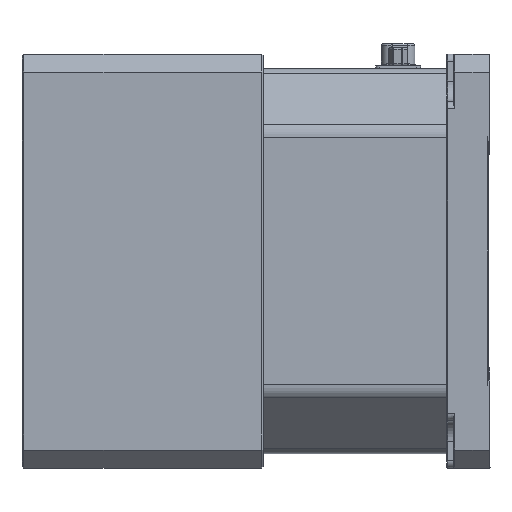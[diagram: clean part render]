
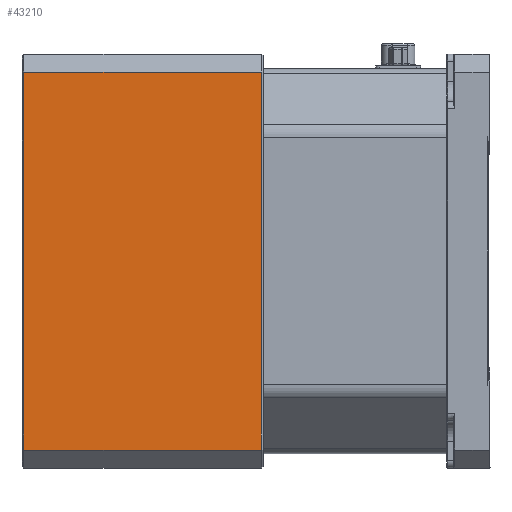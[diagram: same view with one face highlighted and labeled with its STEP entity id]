
A CAD part, left-side view. The second image highlights one B-rep face of the part: STEP entity #43210.
In plain terms, the highlighted planar face has unit normal (-1, 0, 0).
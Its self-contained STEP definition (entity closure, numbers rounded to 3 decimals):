
#331 = CARTESIAN_POINT ( 'NONE',  ( -88.443, 63., -106. ) ) ;
#803 = DIRECTION ( 'NONE',  ( 0., 0., -1. ) ) ;
#1086 = DIRECTION ( 'NONE',  ( 0., -1., 0. ) ) ;
#2309 = VERTEX_POINT ( 'NONE', #7570 ) ;
#3343 = EDGE_CURVE ( 'NONE', #46946, #37126, #12664, .T. ) ;
#5724 = EDGE_LOOP ( 'NONE', ( #44789, #15838, #11801, #19067 ) ) ;
#6143 = CARTESIAN_POINT ( 'NONE',  ( -88.443, 129.5, -1. ) ) ;
#7570 = CARTESIAN_POINT ( 'NONE',  ( -88.443, 63.5, -106. ) ) ;
#10194 = EDGE_CURVE ( 'NONE', #29359, #37126, #15126, .T. ) ;
#11439 = VECTOR ( 'NONE', #26370, 1000. ) ;
#11801 = ORIENTED_EDGE ( 'NONE', *, *, #10194, .F. ) ;
#12664 = LINE ( 'NONE', #24429, #19460 ) ;
#13690 = CARTESIAN_POINT ( 'NONE',  ( -88.443, 63.5, -53.5 ) ) ;
#14690 = LINE ( 'NONE', #13690, #38295 ) ;
#15126 = LINE ( 'NONE', #30195, #11439 ) ;
#15153 = CARTESIAN_POINT ( 'NONE',  ( -88.443, 63.5, -1. ) ) ;
#15767 = DIRECTION ( 'NONE',  ( 0., 1., 0. ) ) ;
#15838 = ORIENTED_EDGE ( 'NONE', *, *, #3343, .T. ) ;
#19067 = ORIENTED_EDGE ( 'NONE', *, *, #36623, .T. ) ;
#19129 = VECTOR ( 'NONE', #1086, 1000. ) ;
#19460 = VECTOR ( 'NONE', #15767, 1000. ) ;
#24075 = CARTESIAN_POINT ( 'NONE',  ( -88.443, 63., -111. ) ) ;
#24100 = LINE ( 'NONE', #331, #19129 ) ;
#24429 = CARTESIAN_POINT ( 'NONE',  ( -88.443, 63., -1. ) ) ;
#26370 = DIRECTION ( 'NONE',  ( 0., 0., 1. ) ) ;
#27409 = PLANE ( 'NONE',  #36429 ) ;
#29359 = VERTEX_POINT ( 'NONE', #41401 ) ;
#29662 = EDGE_CURVE ( 'NONE', #2309, #46946, #14690, .T. ) ;
#30195 = CARTESIAN_POINT ( 'NONE',  ( -88.443, 129.5, -111. ) ) ;
#31987 = DIRECTION ( 'NONE',  ( 1., 0., 0. ) ) ;
#36429 = AXIS2_PLACEMENT_3D ( 'NONE', #24075, #31987, #803 ) ;
#36623 = EDGE_CURVE ( 'NONE', #29359, #2309, #24100, .T. ) ;
#36950 = DIRECTION ( 'NONE',  ( 0., 0., 1. ) ) ;
#37126 = VERTEX_POINT ( 'NONE', #6143 ) ;
#38295 = VECTOR ( 'NONE', #36950, 1000. ) ;
#41401 = CARTESIAN_POINT ( 'NONE',  ( -88.443, 129.5, -106. ) ) ;
#43210 = ADVANCED_FACE ( 'NONE', ( #46595 ), #27409, .F. ) ;
#44789 = ORIENTED_EDGE ( 'NONE', *, *, #29662, .T. ) ;
#46595 = FACE_OUTER_BOUND ( 'NONE', #5724, .T. ) ;
#46946 = VERTEX_POINT ( 'NONE', #15153 ) ;
